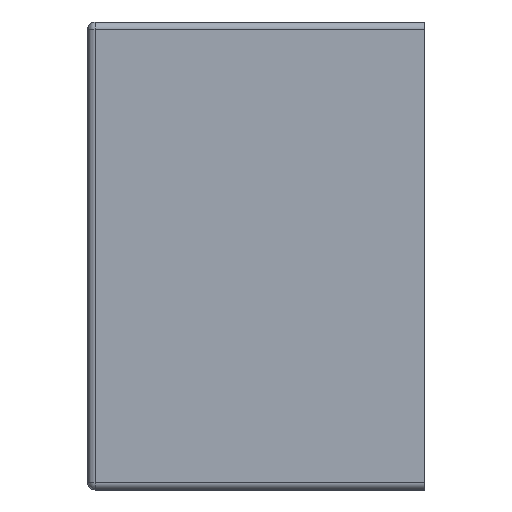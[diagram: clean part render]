
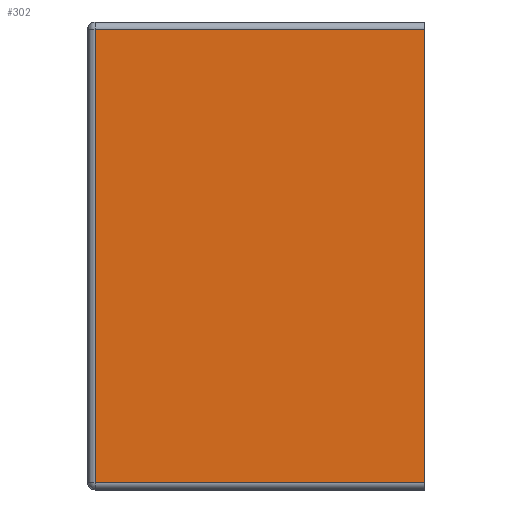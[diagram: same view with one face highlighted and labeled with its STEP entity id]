
A CAD part, left-side view. The second image highlights one B-rep face of the part: STEP entity #302.
In plain terms, the highlighted planar face has unit normal (-1, 0, 0).
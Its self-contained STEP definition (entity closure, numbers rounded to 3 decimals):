
#44 = CARTESIAN_POINT ( 'NONE',  ( -2.25, 2.25, 1.55 ) ) ;
#58 = ORIENTED_EDGE ( 'NONE', *, *, #971, .T. ) ;
#89 = CARTESIAN_POINT ( 'NONE',  ( -2.25, 2.25, -1.55 ) ) ;
#125 = CARTESIAN_POINT ( 'NONE',  ( -2.25, 0., -1.55 ) ) ;
#139 = ORIENTED_EDGE ( 'NONE', *, *, #954, .T. ) ;
#220 = EDGE_CURVE ( 'NONE', #339, #948, #587, .T. ) ;
#240 = DIRECTION ( 'NONE',  ( 1., 0., 0. ) ) ;
#270 = EDGE_LOOP ( 'NONE', ( #495, #344, #139, #58 ) ) ;
#302 = ADVANCED_FACE ( 'NONE', ( #545 ), #515, .F. ) ;
#311 = DIRECTION ( 'NONE',  ( 0., 0., 1. ) ) ;
#339 = VERTEX_POINT ( 'NONE', #125 ) ;
#344 = ORIENTED_EDGE ( 'NONE', *, *, #633, .T. ) ;
#352 = LINE ( 'NONE', #900, #778 ) ;
#364 = DIRECTION ( 'NONE',  ( 0., 0., -1. ) ) ;
#367 = LINE ( 'NONE', #445, #517 ) ;
#445 = CARTESIAN_POINT ( 'NONE',  ( -2.25, 2.25, -1.6 ) ) ;
#495 = ORIENTED_EDGE ( 'NONE', *, *, #220, .T. ) ;
#515 = PLANE ( 'NONE',  #801 ) ;
#517 = VECTOR ( 'NONE', #364, 1000. ) ;
#545 = FACE_OUTER_BOUND ( 'NONE', #270, .T. ) ;
#550 = CARTESIAN_POINT ( 'NONE',  ( -2.25, 0., 0. ) ) ;
#555 = VERTEX_POINT ( 'NONE', #89 ) ;
#584 = LINE ( 'NONE', #721, #758 ) ;
#587 = LINE ( 'NONE', #550, #950 ) ;
#633 = EDGE_CURVE ( 'NONE', #948, #857, #584, .T. ) ;
#695 = CARTESIAN_POINT ( 'NONE',  ( -2.25, 0., 1.55 ) ) ;
#698 = DIRECTION ( 'NONE',  ( 0., -1., 0. ) ) ;
#721 = CARTESIAN_POINT ( 'NONE',  ( -2.25, 2.25, 1.55 ) ) ;
#741 = CARTESIAN_POINT ( 'NONE',  ( -2.25, 2.3, 0. ) ) ;
#758 = VECTOR ( 'NONE', #937, 1000. ) ;
#778 = VECTOR ( 'NONE', #698, 1000. ) ;
#801 = AXIS2_PLACEMENT_3D ( 'NONE', #741, #240, #938 ) ;
#857 = VERTEX_POINT ( 'NONE', #44 ) ;
#900 = CARTESIAN_POINT ( 'NONE',  ( -2.25, 2.3, -1.55 ) ) ;
#937 = DIRECTION ( 'NONE',  ( 0., 1., 0. ) ) ;
#938 = DIRECTION ( 'NONE',  ( 0., 0., -1. ) ) ;
#948 = VERTEX_POINT ( 'NONE', #695 ) ;
#950 = VECTOR ( 'NONE', #311, 1000. ) ;
#954 = EDGE_CURVE ( 'NONE', #857, #555, #367, .T. ) ;
#971 = EDGE_CURVE ( 'NONE', #555, #339, #352, .T. ) ;
